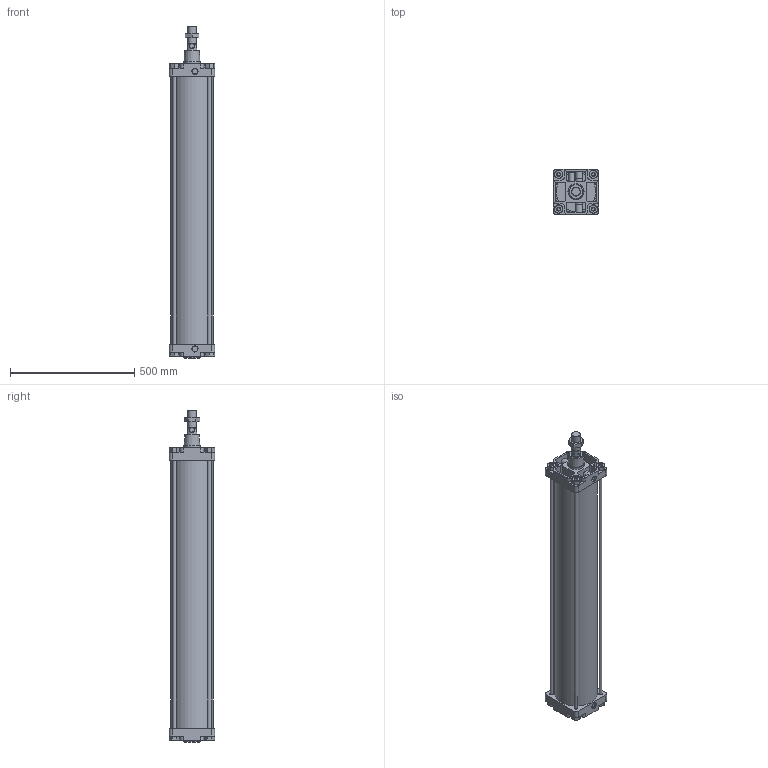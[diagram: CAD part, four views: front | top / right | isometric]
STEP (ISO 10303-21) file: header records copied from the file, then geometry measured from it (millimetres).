
FILE_DESCRIPTION(/* description */ ('STEP AP214'),/* implementation_level */ '2;1');
FILE_NAME(/* name */ 'MCQV-11-160-1000M',/* time_stamp */ '2024-08-23T15:30:48+02:00',/* author */ ('License CC BY-ND 4.0'),/* organization */ ('CADENAS'),/* preprocessor_version */ 'ST-DEVELOPER v19.3',/* originating_system */ 'PARTsolutions',/* authorisation */ ' ');
FILE_SCHEMA (('AUTOMOTIVE_DESIGN {1 0 10303 214 3 1 1}'));
Length unit declared in the file: millimetre
Products named in the file (4): MCQV-11-160-1000M; MCQV-11-160-1000M0(00-b); MCQV-11-160-1000M(00-r); MCQV160(-n)
Assembly tree (3 placements, depth 2):
  MCQV-11-160-1000M
    MCQV-11-160-1000M0(00-b)
    MCQV-11-160-1000M(00-r)
    MCQV160(-n)
Bounding box: 182 x 182 x 1338 mm (x, y, z)
Volume: 8784092.4 mm3; surface area: 1909102.7 mm2
Topology: 3 solids, 3 shells, 411 faces, 981 edges, 615 vertices
Faces by surface type: plane 181, cone 127, cylinder 99, torus 4
Full cylindrical faces by diameter (mm): 13.835 x8, 15 x4, 18 x2, 20 x2, 28 x4, 33.835 x1, 36 x1, 40 x2, 65 x2, 160 x2, 170 x1
Entity records: 14457 total; most frequent: CARTESIAN_POINT 2659, DIRECTION 1866, ORIENTED_EDGE 1842, EDGE_CURVE 921, AXIS2_PLACEMENT_3D 754, VERTEX_POINT 603, EDGE_LOOP 516, FACE_BOUND 516
